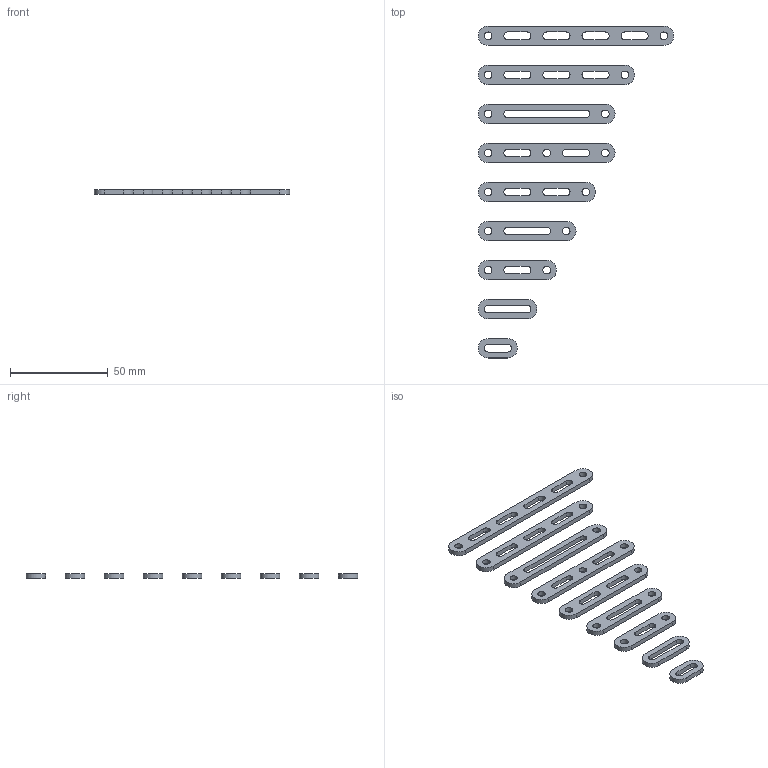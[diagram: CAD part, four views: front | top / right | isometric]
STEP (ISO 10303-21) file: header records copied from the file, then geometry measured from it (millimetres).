
FILE_DESCRIPTION(('Open CASCADE Model'),'2;1');
FILE_NAME('Open CASCADE Shape Model','2025-02-28T19:50:34',('Author'),( 'Open CASCADE'),'Open CASCADE STEP processor 7.8','Open CASCADE 7.8' ,'Unknown');
FILE_SCHEMA(('AUTOMOTIVE_DESIGN { 1 0 10303 214 1 1 1 1 }'));
Length unit declared in the file: millimetre
Products named in the file (20): e4886924-f604-11ef-a281-84a93e78d292; e4886e7e-f604-11ef-a281-84a93e78d292; e4886e7e-f604-11ef-a281-84a93e78d292_part; e4887234-f604-11ef-a281-84a93e78d292; e4887234-f604-11ef-a281-84a93e78d292_part; e48875a4-f604-11ef-a281-84a93e78d292; e48875a4-f604-11ef-a281-84a93e78d292_part; e48878ec-f604-11ef-a281-84a93e78d292; e48878ec-f604-11ef-a281-84a93e78d292_part; e4887c2a-f604-11ef-a281-84a93e78d292; e4887c2a-f604-11ef-a281-84a93e78d292_part; e4887f9a-f604-11ef-a281-84a93e78d292; e4887f9a-f604-11ef-a281-84a93e78d292_part; e48882ce-f604-11ef-a281-84a93e78d292; e48882ce-f604-11ef-a281-84a93e78d292_part; e48885e4-f604-11ef-a281-84a93e78d292; e48885e4-f604-11ef-a281-84a93e78d292_part; e4888904-f604-11ef-a281-84a93e78d292; e4888904-f604-11ef-a281-84a93e78d292_part
Assembly tree (19 placements, depth 4):
  e4886924-f604-11ef-a281-84a93e78d292
    e4886924-f604-11ef-a281-84a93e78d292
      e4886e7e-f604-11ef-a281-84a93e78d292
        e4886e7e-f604-11ef-a281-84a93e78d292_part
      e4887234-f604-11ef-a281-84a93e78d292
        e4887234-f604-11ef-a281-84a93e78d292_part
      e48875a4-f604-11ef-a281-84a93e78d292
        e48875a4-f604-11ef-a281-84a93e78d292_part
      e48878ec-f604-11ef-a281-84a93e78d292
        e48878ec-f604-11ef-a281-84a93e78d292_part
      e4887c2a-f604-11ef-a281-84a93e78d292
        e4887c2a-f604-11ef-a281-84a93e78d292_part
      e4887f9a-f604-11ef-a281-84a93e78d292
        e4887f9a-f604-11ef-a281-84a93e78d292_part
      e48882ce-f604-11ef-a281-84a93e78d292
        e48882ce-f604-11ef-a281-84a93e78d292_part
      e48885e4-f604-11ef-a281-84a93e78d292
        e48885e4-f604-11ef-a281-84a93e78d292_part
      e4888904-f604-11ef-a281-84a93e78d292
        e4888904-f604-11ef-a281-84a93e78d292_part
Bounding box: 100 x 170 x 2.5 mm (x, y, z)
Volume: 9543.8 mm3; surface area: 12491.5 mm2
Topology: 9 solids, 9 shells, 133 faces, 345 edges, 230 vertices
Faces by surface type: plane 68, cylinder 65
Full cylindrical faces by diameter (mm): 3.9 x15
Entity records: 9083 total; most frequent: CARTESIAN_POINT 1624, DIRECTION 1355, ORIENTED_EDGE 690, PCURVE 690, DEFINITIONAL_REPRESENTATION 690, LINE 677, VECTOR 677, EDGE_CURVE 345
